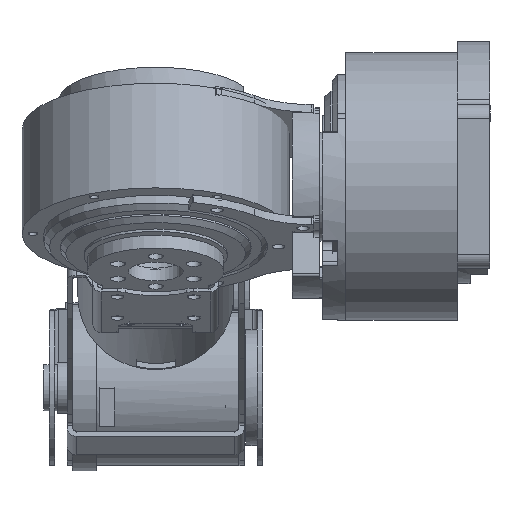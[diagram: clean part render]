
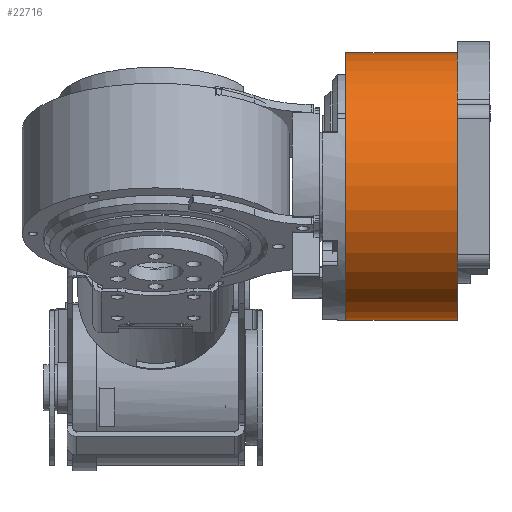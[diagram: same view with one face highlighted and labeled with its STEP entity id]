
A CAD part, top view. The second image highlights one B-rep face of the part: STEP entity #22716.
In plain terms, the highlighted cylindrical face has radius 49 mm (diameter 98 mm), a partial arc.
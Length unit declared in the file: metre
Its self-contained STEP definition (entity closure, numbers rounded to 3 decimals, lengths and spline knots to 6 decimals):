
#1387=LINE('',#37701,#2823);
#1388=LINE('',#37702,#2824);
#2823=VECTOR('',#30443,1.);
#2824=VECTOR('',#30444,1.);
#6469=ORIENTED_EDGE('',*,*,#11433,.T.);
#6470=ORIENTED_EDGE('',*,*,#11435,.T.);
#6471=ORIENTED_EDGE('',*,*,#11424,.F.);
#6472=ORIENTED_EDGE('',*,*,#11436,.F.);
#11424=EDGE_CURVE('',#14166,#14167,#16189,.T.);
#11433=EDGE_CURVE('',#14168,#14169,#16198,.T.);
#11435=EDGE_CURVE('',#14169,#14167,#1387,.T.);
#11436=EDGE_CURVE('',#14168,#14166,#1388,.T.);
#14166=VERTEX_POINT('',#37685);
#14167=VERTEX_POINT('',#37686);
#14168=VERTEX_POINT('',#37697);
#14169=VERTEX_POINT('',#37698);
#16189=CIRCLE('',#25181,0.049);
#16198=CIRCLE('',#25191,0.049);
#18040=EDGE_LOOP('',(#6469,#6470,#6471,#6472));
#20119=FACE_BOUND('',#18040,.T.);
#21629=CYLINDRICAL_SURFACE('',#25194,0.049);
#22716=ADVANCED_FACE('NONE',(#20119),#21629,.T.);
#25181=AXIS2_PLACEMENT_3D('',#37684,#30417,#30418);
#25191=AXIS2_PLACEMENT_3D('',#37696,#30437,#30438);
#25194=AXIS2_PLACEMENT_3D('',#37703,#30445,#30446);
#30417=DIRECTION('',(0.,0.,-1.));
#30418=DIRECTION('',(0.,1.,0.));
#30437=DIRECTION('',(0.,0.,-1.));
#30438=DIRECTION('',(0.,1.,0.));
#30443=DIRECTION('',(0.,0.,-1.));
#30444=DIRECTION('',(0.,0.,-1.));
#30445=DIRECTION('',(0.,0.,-1.));
#30446=DIRECTION('',(0.,1.,0.));
#37684=CARTESIAN_POINT('',(0.,0.,0.0097));
#37685=CARTESIAN_POINT('',(0.,0.049,0.0097));
#37686=CARTESIAN_POINT('',(0.,-0.049,0.0097));
#37696=CARTESIAN_POINT('',(0.,0.,0.0505));
#37697=CARTESIAN_POINT('',(0.,0.049,0.0505));
#37698=CARTESIAN_POINT('',(0.,-0.049,0.0505));
#37701=CARTESIAN_POINT('',(0.,-0.049,0.0505));
#37702=CARTESIAN_POINT('',(0.,0.049,0.0505));
#37703=CARTESIAN_POINT('',(0.,0.,0.0505));
